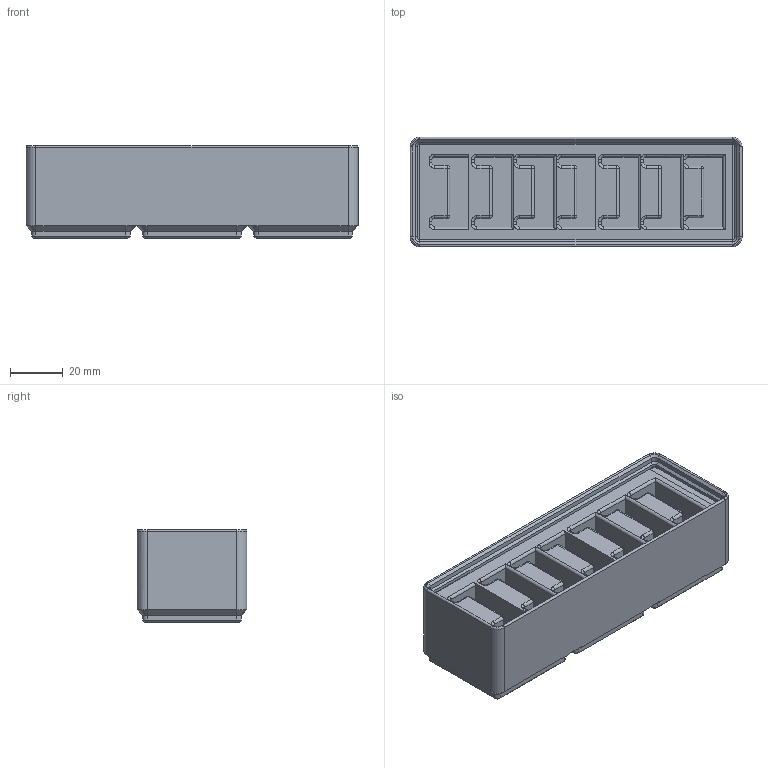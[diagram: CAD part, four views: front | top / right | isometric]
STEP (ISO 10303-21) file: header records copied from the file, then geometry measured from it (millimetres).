
FILE_DESCRIPTION(('FreeCAD Model'),'2;1');
FILE_NAME('Open CASCADE Shape Model','2024-04-20T15:40:53',('Author'),( ''),'Open CASCADE STEP processor 7.6','FreeCAD','Unknown');
FILE_SCHEMA(('AUTOMOTIVE_DESIGN { 1 0 10303 214 1 1 1 1 }'));
Length unit declared in the file: millimetre
Products named in the file (1): Divider Storage
Bounding box: 125.5 x 41.5 x 35 mm (x, y, z)
Volume: 113941.2 mm3; surface area: 37266.7 mm2
Topology: 1 solids, 1 shells, 388 faces, 871 edges, 516 vertices
Faces by surface type: plane 154, cylinder 148, torus 36, cone 36, revolution 14
Full cylindrical faces by diameter (mm): 3 x12, 6.5 x12
Entity records: 11031 total; most frequent: CARTESIAN_POINT 2257, DIRECTION 1935, ORIENTED_EDGE 1742, EDGE_CURVE 871, AXIS2_PLACEMENT_3D 750, VERTEX_POINT 516, LINE 421, VECTOR 421
